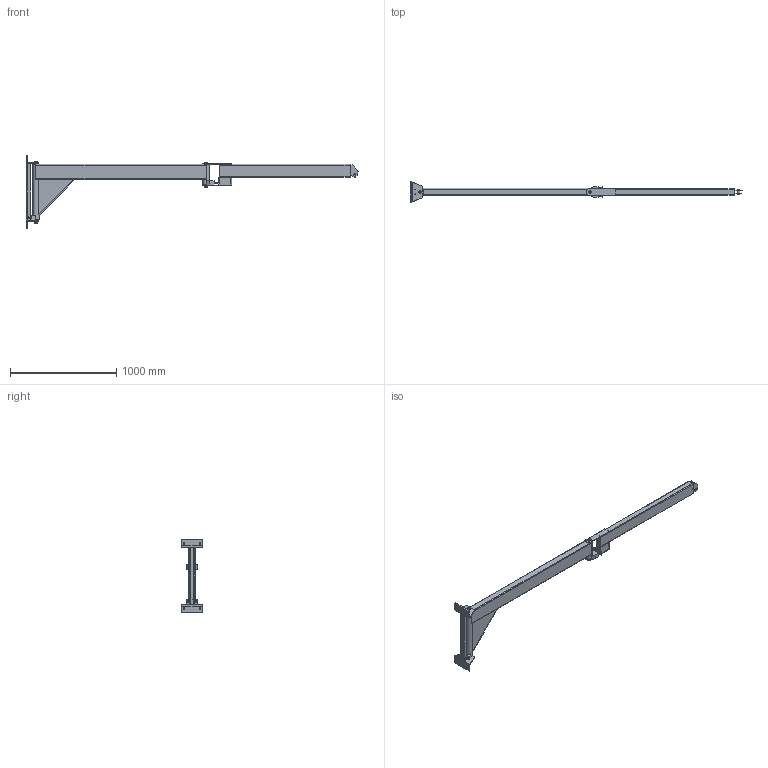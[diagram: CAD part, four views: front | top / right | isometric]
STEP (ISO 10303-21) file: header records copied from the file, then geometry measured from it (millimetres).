
FILE_DESCRIPTION(('STEP AP214'),'1');
FILE_NAME('PMH Väggsvängkran Hymer 100-3.stp','2013-08-16T07:51:07',(' '),(' '),'Spatial InterOp 3D',' ',' ');
FILE_SCHEMA(('automotive_design'));
Length unit declared in the file: millimetre
Products named in the file (73): F_rst_rkning innerarm; Part102; Inre arm; Främre axel; R_r med lager bakre; Rör Dia=60,3 T=4,5 L=520; R_r med lager fr_mre; Rör Dia=60,3 T=4,5 L=190; KKR 140x70; Kn_ckarm typ 2; F_st_ra 85; Fästöra 85, T=6; Axel Fästöra; Spårring; Yttre arm; Part84; Part88; Part85; Part83; Part82; Axelkant  I; Axel I; Distansbricka I; Hylsa I; Bultf_rband M6x35, M6 L_smutter; M6S M6x35; DIN_985 M6; Kn_ckarm Hymer 100kg 3m; Part50; Broms Pelare 2; Part62; Bolt Assembly; Tryckfjäder Ø14/10,5, L=24; M6M M10; Gängstång M10x80; PMH Vaggsvangkran Hymer 100-3; V_ggf_ste; Part66; Part69; Part70 ...
Assembly tree (72 placements, depth 7):
  PMH Vaggsvangkran Hymer 100-3
    Kn_ckarm Hymer 100kg 3m
      Kn_ckarm Hymer 100kg 3m
        Kn_ckarm typ 2
          Inre arm
            F_rst_rkning innerarm
              Part102
              Part102
            Främre axel
            R_r med lager bakre
              Rör Dia=60,3 T=4,5 L=520
            R_r med lager fr_mre
              Rör Dia=60,3 T=4,5 L=190
            KKR 140x70
          Yttre arm
            F_st_ra 85
              Fästöra 85, T=6
              Fästöra 85, T=6
              Axel Fästöra
              Spårring
            Part84
            Part88
            Part85
            Part85
            Part84
            Part83
            Part82
            Axelkant  I
            Axel I
            Distansbricka I
            Hylsa I
            Bultf_rband M6x35, M6 L_smutter
              M6S M6x35
              DIN_985 M6
        Part50
      Broms Pelare 2
        Part62
        Bolt Assembly
          Tryckfjäder Ø14/10,5, L=24
          M6M M10
          M6M M10
          Gängstång M10x80
        Bolt Assembly
          Tryckfjäder Ø14/10,5, L=24
          M6M M10
          M6M M10
          Gängstång M10x80
    V_ggf_ste typ 2 med axel
      V_ggf_ste
        Part66
        Part69
        Part70
        Part66
      Axel I
        Axelkant  I
        Axel I
        Distansbricka I
        Hylsa I
        Bultf_rband M6x35, M6 L_smutter
          M6S M6x35
Bounding box: 3124.04 x 200 x 687 mm (x, y, z)
Volume: 8882574.6 mm3; surface area: 3229241.5 mm2
Topology: 52 solids, 52 shells, 597 faces, 1314 edges, 825 vertices
Faces by surface type: plane 305, cone 148, cylinder 129, bspline 12, torus 3
Full cylindrical faces by diameter (mm): 2 x2, 4.5 x1, 5.46 x2, 6 x4, 7 x8, 10 x14, 17 x4, 18 x2, 20 x14, 21 x5, 26 x5, 27 x2, 30.048 x2, 51.3 x2, 60.3 x2
Entity records: 29583 total; most frequent: CARTESIAN_POINT 11079, DIRECTION 2611, ORIENTED_EDGE 2358, EDGE_CURVE 1179, AXIS2_PLACEMENT_3D 1070, VERTEX_POINT 798, EDGE_LOOP 797, FACE_OUTER_BOUND 681
